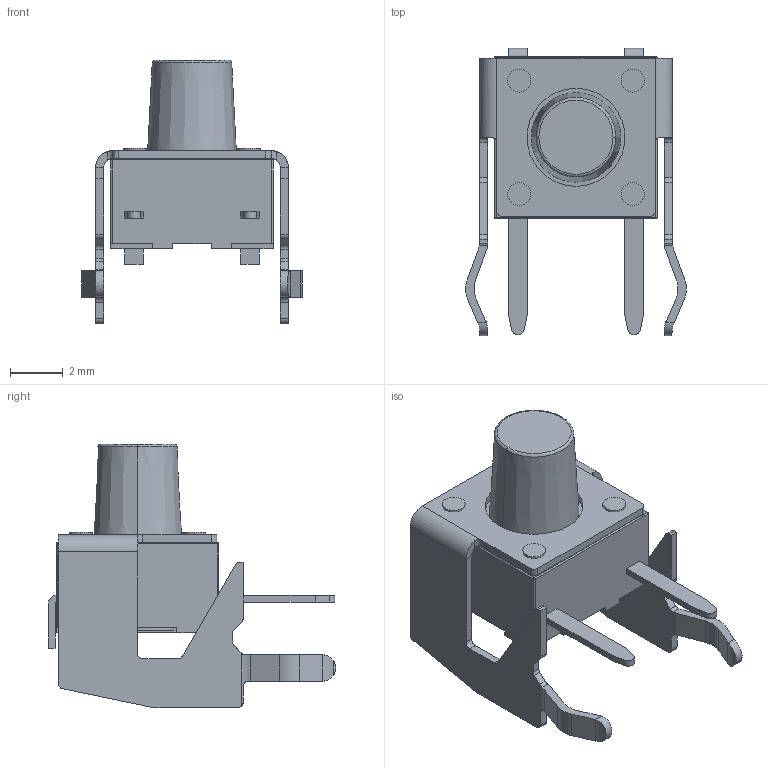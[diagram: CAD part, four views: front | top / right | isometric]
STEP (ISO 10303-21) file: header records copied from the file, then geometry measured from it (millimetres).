
FILE_DESCRIPTION (( 'STEP AP214' ), '1' );
FILE_NAME ('90FAF03D-2490-46A2-9493-F77DC55C5FAD.STEP', '2009-01-29T08:44:15', ( 'sysAdmin' ), ( 'SolidWorks' ), 'SwSTEP 2.0', 'SolidWorks 2009', '' );
FILE_SCHEMA (( 'AUTOMOTIVE_DESIGN' ));
Length unit declared in the file: millimetre
Products named in the file (1): 90FAF03D-2490-46A2-9493-F77DC55C5FAD
Bounding box: 8.37 x 10.88 x 9.97 mm (x, y, z)
Volume: 144.6 mm3; surface area: 584.1 mm2
Topology: 4 solids, 4 shells, 299 faces, 779 edges, 501 vertices
Faces by surface type: plane 166, cylinder 97, torus 18, sphere 12, bspline 4, cone 2
Entity records: 11238 total; most frequent: CARTESIAN_POINT 1734, DIRECTION 1568, ORIENTED_EDGE 1550, EDGE_CURVE 775, AXIS2_PLACEMENT_3D 531, VECTOR 506, LINE 506, VERTEX_POINT 501
